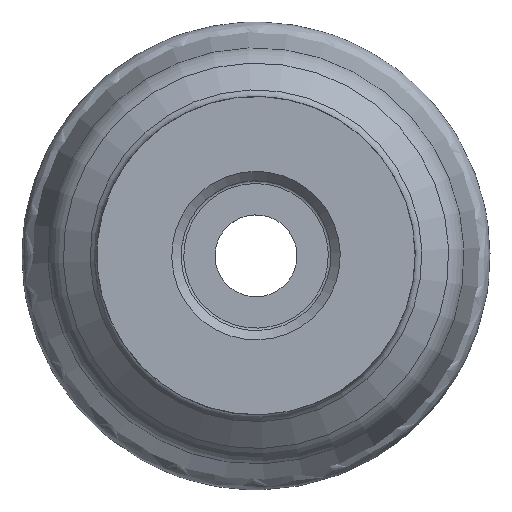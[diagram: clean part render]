
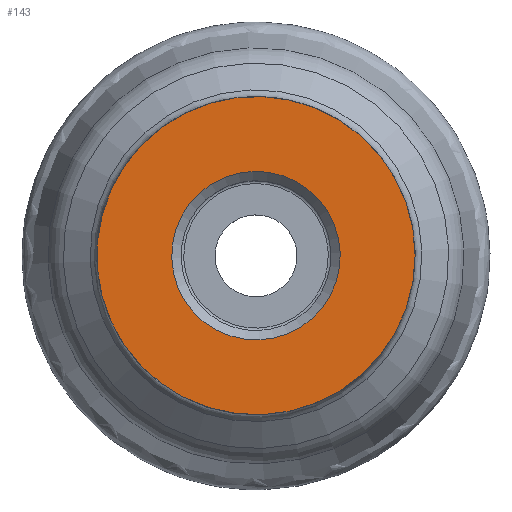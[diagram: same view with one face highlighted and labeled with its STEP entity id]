
A CAD part, top view. The second image highlights one B-rep face of the part: STEP entity #143.
In plain terms, the highlighted planar face has unit normal (0, 0, 1).
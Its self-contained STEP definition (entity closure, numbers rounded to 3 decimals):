
#112=PLANE('',#581);
#143=ADVANCED_FACE('',(#194,#195),#112,.T.);
#194=FACE_BOUND('',#241,.T.);
#195=FACE_BOUND('',#242,.T.);
#241=EDGE_LOOP('',(#287));
#242=EDGE_LOOP('',(#288));
#287=ORIENTED_EDGE('',*,*,#321,.F.);
#288=ORIENTED_EDGE('',*,*,#325,.F.);
#297=VERTEX_POINT('',#782);
#301=VERTEX_POINT('',#794);
#321=EDGE_CURVE('',#297,#297,#344,.T.);
#325=EDGE_CURVE('',#301,#301,#348,.T.);
#344=CIRCLE('',#551,34.);
#348=CIRCLE('',#559,18.006);
#551=AXIS2_PLACEMENT_3D('',#781,#650,#651);
#559=AXIS2_PLACEMENT_3D('',#793,#666,#667);
#581=AXIS2_PLACEMENT_3D('',#826,#710,#711);
#650=DIRECTION('',(0.,0.,-1.));
#651=DIRECTION('',(1.,0.,0.));
#666=DIRECTION('',(0.,0.,1.));
#667=DIRECTION('',(-0.208,0.978,0.));
#710=DIRECTION('',(0.,0.,1.));
#711=DIRECTION('',(-0.208,0.978,0.));
#781=CARTESIAN_POINT('',(0.,0.,0.));
#782=CARTESIAN_POINT('',(34.,0.,0.));
#793=CARTESIAN_POINT('',(0.,0.,0.));
#794=CARTESIAN_POINT('',(-3.744,17.613,0.));
#826=CARTESIAN_POINT('',(-34.,0.,0.));
